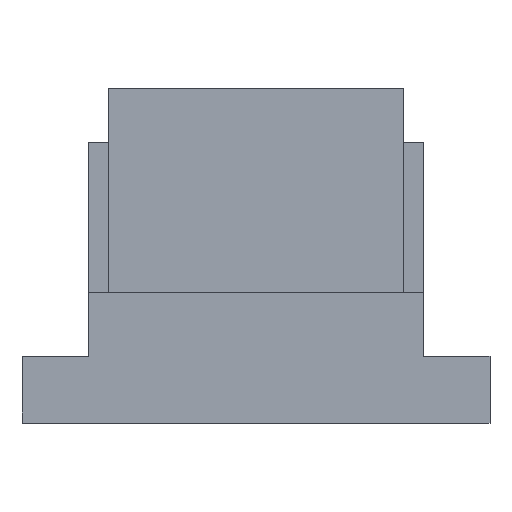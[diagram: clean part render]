
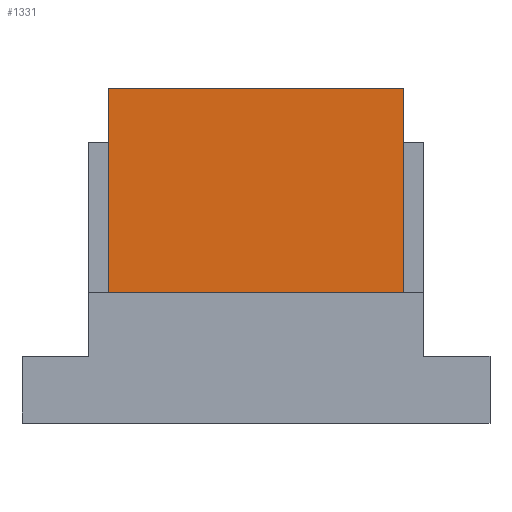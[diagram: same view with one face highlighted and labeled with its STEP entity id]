
A CAD part, front view. The second image highlights one B-rep face of the part: STEP entity #1331.
In plain terms, the highlighted planar face has unit normal (0, -1, 0).
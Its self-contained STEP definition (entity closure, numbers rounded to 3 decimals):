
#64=FACE_OUTER_BOUND('',#136,.T.);
#136=EDGE_LOOP('',(#1032,#1033,#1034,#1035));
#263=LINE('',#1949,#437);
#275=LINE('',#1977,#449);
#286=LINE('',#1998,#460);
#287=LINE('',#2000,#461);
#437=VECTOR('',#1600,1000.);
#449=VECTOR('',#1632,1000.);
#460=VECTOR('',#1645,1000.);
#461=VECTOR('',#1648,1000.);
#581=VERTEX_POINT('',#1946);
#582=VERTEX_POINT('',#1948);
#588=VERTEX_POINT('',#1976);
#597=VERTEX_POINT('',#1996);
#727=EDGE_CURVE('',#581,#582,#263,.T.);
#739=EDGE_CURVE('',#588,#582,#275,.T.);
#750=EDGE_CURVE('',#597,#581,#286,.T.);
#751=EDGE_CURVE('',#597,#588,#287,.T.);
#1032=ORIENTED_EDGE('',*,*,#751,.T.);
#1033=ORIENTED_EDGE('',*,*,#739,.T.);
#1034=ORIENTED_EDGE('',*,*,#727,.F.);
#1035=ORIENTED_EDGE('',*,*,#750,.F.);
#1194=PLANE('',#1413);
#1331=ADVANCED_FACE('',(#64),#1194,.F.);
#1413=AXIS2_PLACEMENT_3D('',#1999,#1646,#1647);
#1600=DIRECTION('',(-1.,0.,0.));
#1632=DIRECTION('',(0.,0.,-1.));
#1645=DIRECTION('',(0.,0.,-1.));
#1646=DIRECTION('center_axis',(0.,1.,0.));
#1647=DIRECTION('ref_axis',(0.,0.,1.));
#1648=DIRECTION('',(-1.,0.,0.));
#1946=CARTESIAN_POINT('',(2.2,-3.55,0.85));
#1948=CARTESIAN_POINT('',(-2.2,-3.55,0.85));
#1949=CARTESIAN_POINT('',(2.5,-3.55,0.85));
#1976=CARTESIAN_POINT('',(-2.2,-3.55,3.9));
#1977=CARTESIAN_POINT('',(-2.2,-3.55,3.9));
#1996=CARTESIAN_POINT('',(2.2,-3.55,3.9));
#1998=CARTESIAN_POINT('',(2.2,-3.55,3.9));
#1999=CARTESIAN_POINT('Origin',(2.5,-3.55,0.85));
#2000=CARTESIAN_POINT('',(2.5,-3.55,3.9));
